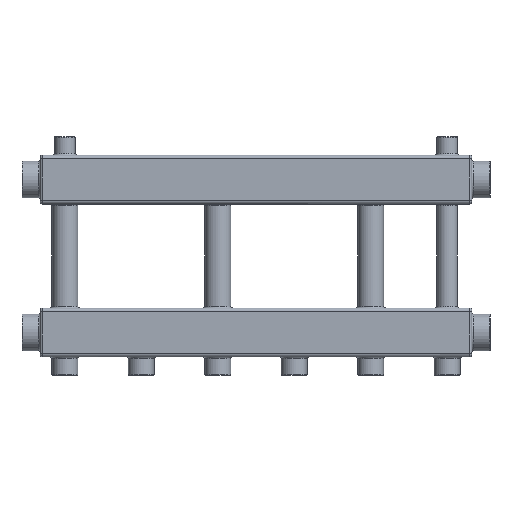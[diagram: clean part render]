
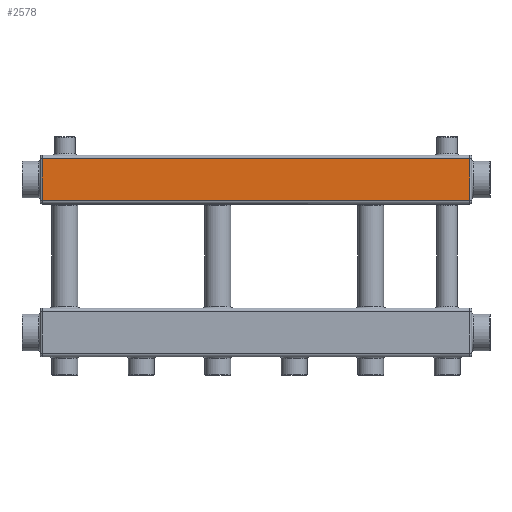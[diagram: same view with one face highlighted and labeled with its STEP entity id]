
A CAD part, left-side view. The second image highlights one B-rep face of the part: STEP entity #2578.
In plain terms, the highlighted planar face has unit normal (-1, 0, 0).
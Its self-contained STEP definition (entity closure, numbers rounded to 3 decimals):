
#2578=ADVANCED_FACE('',(#7658),#7660,.T.);
#7658=FACE_BOUND('',#7659,.T.);
#7659=EDGE_LOOP('',(#11651,#11652,#11653,#11654,#11655,#11656,#11657,#11658));
#7660=PLANE('',#7661);
#7661=AXIS2_PLACEMENT_3D('',#7662,#7663,#7664);
#7662=CARTESIAN_POINT('',(-40.,0.,-34.));
#7663=DIRECTION('',(-1.,0.,0.));
#7664=DIRECTION('',(0.,0.,1.));
#11651=ORIENTED_EDGE('',*,*,#13139,.T.);
#11652=ORIENTED_EDGE('',*,*,#13134,.T.);
#11653=ORIENTED_EDGE('',*,*,#13132,.F.);
#11654=ORIENTED_EDGE('',*,*,#13130,.F.);
#11655=ORIENTED_EDGE('',*,*,#13117,.F.);
#11656=ORIENTED_EDGE('',*,*,#13150,.T.);
#11657=ORIENTED_EDGE('',*,*,#13148,.F.);
#11658=ORIENTED_EDGE('',*,*,#13146,.F.);
#13117=EDGE_CURVE('',#14789,#14790,#14791,.T.);
#13130=EDGE_CURVE('',#14790,#14812,#14813,.F.);
#13132=EDGE_CURVE('',#14812,#14815,#14816,.T.);
#13134=EDGE_CURVE('',#14818,#14815,#14819,.F.);
#13139=EDGE_CURVE('',#14826,#14818,#14827,.T.);
#13146=EDGE_CURVE('',#14826,#14838,#14839,.F.);
#13148=EDGE_CURVE('',#14838,#14841,#14842,.T.);
#13150=EDGE_CURVE('',#14789,#14841,#14844,.F.);
#14789=VERTEX_POINT('',#22026);
#14790=VERTEX_POINT('',#22027);
#14791=LINE('',#22028,#22029);
#14812=VERTEX_POINT('',#22149);
#14813=LINE('',#22150,#22151);
#14815=VERTEX_POINT('',#22167);
#14816=LINE('',#22168,#22169);
#14818=VERTEX_POINT('',#22185);
#14819=LINE('',#22186,#22187);
#14826=VERTEX_POINT('',#22238);
#14827=LINE('',#22239,#22240);
#14838=VERTEX_POINT('',#22301);
#14839=LINE('',#22302,#22303);
#14841=VERTEX_POINT('',#22319);
#14842=LINE('',#22320,#22321);
#14844=LINE('',#22337,#22338);
#22026=CARTESIAN_POINT('',(-40.,-0.039,-34.));
#22027=CARTESIAN_POINT('',(-40.,699.039,-34.));
#22028=CARTESIAN_POINT('',(-40.,-0.039,-34.));
#22029=VECTOR('',#22030,1.);
#22030=DIRECTION('',(0.,1.,0.));
#22149=CARTESIAN_POINT('',(-40.,699.042,-34.));
#22150=CARTESIAN_POINT('',(-40.,699.042,-34.));
#22151=VECTOR('',#22152,1.);
#22152=DIRECTION('',(0.,-1.,0.));
#22167=CARTESIAN_POINT('',(-40.,699.042,34.));
#22168=CARTESIAN_POINT('',(-40.,699.042,-34.));
#22169=VECTOR('',#22170,1.);
#22170=DIRECTION('',(0.,0.,1.));
#22185=CARTESIAN_POINT('',(-40.,699.039,34.));
#22186=CARTESIAN_POINT('',(-40.,699.042,34.));
#22187=VECTOR('',#22188,1.);
#22188=DIRECTION('',(0.,-1.,0.));
#22238=CARTESIAN_POINT('',(-40.,-0.039,34.));
#22239=CARTESIAN_POINT('',(-40.,-0.039,34.));
#22240=VECTOR('',#22241,1.);
#22241=DIRECTION('',(0.,1.,0.));
#22301=CARTESIAN_POINT('',(-40.,-0.042,34.));
#22302=CARTESIAN_POINT('',(-40.,-0.042,34.));
#22303=VECTOR('',#22304,1.);
#22304=DIRECTION('',(0.,1.,0.));
#22319=CARTESIAN_POINT('',(-40.,-0.042,-34.));
#22320=CARTESIAN_POINT('',(-40.,-0.042,34.));
#22321=VECTOR('',#22322,1.);
#22322=DIRECTION('',(0.,0.,-1.));
#22337=CARTESIAN_POINT('',(-40.,-0.042,-34.));
#22338=VECTOR('',#22339,1.);
#22339=DIRECTION('',(0.,1.,0.));
